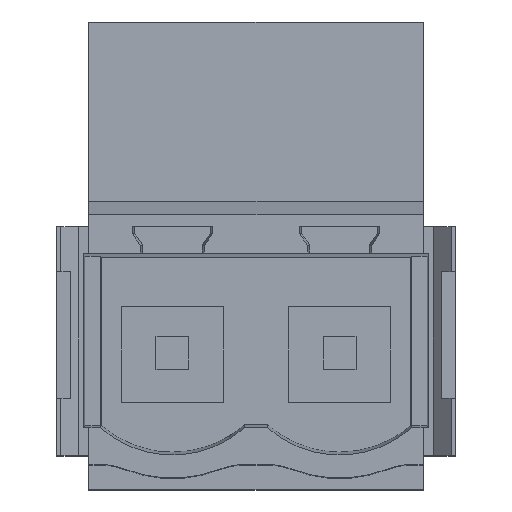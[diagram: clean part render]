
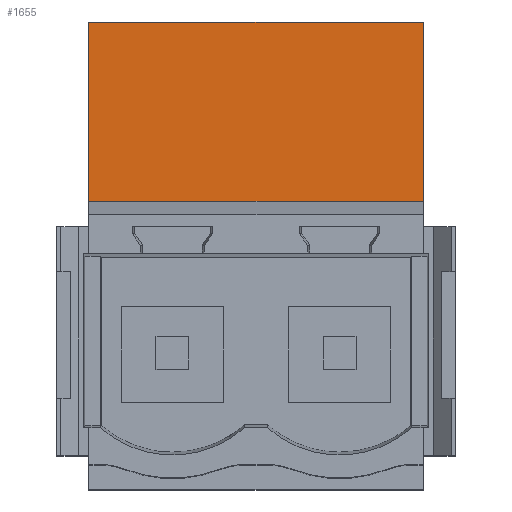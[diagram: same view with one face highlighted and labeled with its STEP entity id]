
A CAD part, top view. The second image highlights one B-rep face of the part: STEP entity #1655.
In plain terms, the highlighted planar face has unit normal (0, 0, 1).
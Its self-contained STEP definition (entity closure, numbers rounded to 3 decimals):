
#1635=AXIS2_PLACEMENT_3D('Plane Axis2P3D',#1632,#1633,#1634) ;
#663=CARTESIAN_POINT('Line Origine',(11.135,11.084,19.383)) ;
#667=CARTESIAN_POINT('Vertex',(11.135,14.2,19.383)) ;
#669=CARTESIAN_POINT('Vertex',(11.135,7.968,19.383)) ;
#1160=CARTESIAN_POINT('Line Origine',(6.055,14.2,19.383)) ;
#1164=CARTESIAN_POINT('Vertex',(0.975,14.2,19.383)) ;
#1632=CARTESIAN_POINT('Axis2P3D Location',(-9.185,6.771,19.383)) ;
#1637=CARTESIAN_POINT('Line Origine',(6.055,7.968,19.383)) ;
#1641=CARTESIAN_POINT('Vertex',(0.975,7.968,19.383)) ;
#1644=CARTESIAN_POINT('Line Origine',(0.975,11.084,19.383)) ;
#664=DIRECTION('Vector Direction',(0.,1.,0.)) ;
#1161=DIRECTION('Vector Direction',(-1.,0.,0.)) ;
#1633=DIRECTION('Axis2P3D Direction',(0.,0.,1.)) ;
#1634=DIRECTION('Axis2P3D XDirection',(0.,1.,0.)) ;
#1638=DIRECTION('Vector Direction',(-1.,0.,0.)) ;
#1645=DIRECTION('Vector Direction',(0.,1.,0.)) ;
#665=VECTOR('Line Direction',#664,1.) ;
#1162=VECTOR('Line Direction',#1161,1.) ;
#1639=VECTOR('Line Direction',#1638,1.) ;
#1646=VECTOR('Line Direction',#1645,1.) ;
#1650=ORIENTED_EDGE('',*,*,#1643,.F.) ;
#1651=ORIENTED_EDGE('',*,*,#671,.F.) ;
#1652=ORIENTED_EDGE('',*,*,#1166,.T.) ;
#1653=ORIENTED_EDGE('',*,*,#1648,.F.) ;
#1655=ADVANCED_FACE('HOUSING',(#1654),#1636,.T.) ;
#671=EDGE_CURVE('',#668,#670,#666,.F.) ;
#1166=EDGE_CURVE('',#668,#1165,#1163,.T.) ;
#1643=EDGE_CURVE('',#670,#1642,#1640,.T.) ;
#1648=EDGE_CURVE('',#1642,#1165,#1647,.T.) ;
#1649=EDGE_LOOP('',(#1650,#1651,#1652,#1653)) ;
#1654=FACE_OUTER_BOUND('',#1649,.T.) ;
#666=LINE('Line',#663,#665) ;
#1163=LINE('Line',#1160,#1162) ;
#1640=LINE('Line',#1637,#1639) ;
#1647=LINE('Line',#1644,#1646) ;
#1636=PLANE('',#1635) ;
#668=VERTEX_POINT('',#667) ;
#670=VERTEX_POINT('',#669) ;
#1165=VERTEX_POINT('',#1164) ;
#1642=VERTEX_POINT('',#1641) ;
